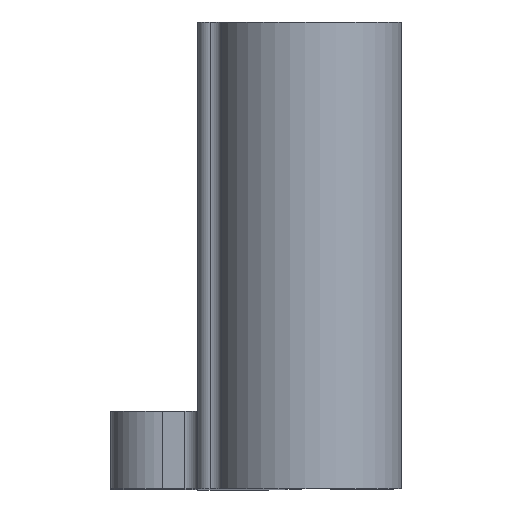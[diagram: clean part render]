
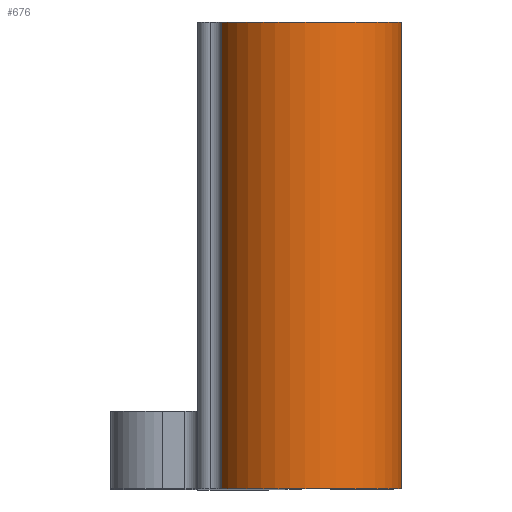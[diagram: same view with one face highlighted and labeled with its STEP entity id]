
A CAD part, top view. The second image highlights one B-rep face of the part: STEP entity #676.
In plain terms, the highlighted cylindrical face has radius 7.193 mm (diameter 14.387 mm), a partial arc.
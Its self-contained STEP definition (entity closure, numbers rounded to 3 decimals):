
#24=CYLINDRICAL_SURFACE('',#736,7.193);
#47=CIRCLE('',#737,7.193);
#48=CIRCLE('',#738,7.193);
#145=ORIENTED_EDGE('',*,*,#315,.F.);
#146=ORIENTED_EDGE('',*,*,#314,.F.);
#147=ORIENTED_EDGE('',*,*,#316,.T.);
#148=ORIENTED_EDGE('',*,*,#317,.F.);
#314=EDGE_CURVE('',#396,#395,#464,.T.);
#315=EDGE_CURVE('',#395,#397,#47,.T.);
#316=EDGE_CURVE('',#396,#398,#48,.T.);
#317=EDGE_CURVE('',#397,#398,#465,.F.);
#395=VERTEX_POINT('',#1086);
#396=VERTEX_POINT('',#1088);
#397=VERTEX_POINT('',#1092);
#398=VERTEX_POINT('',#1094);
#464=LINE('',#1089,#530);
#465=LINE('',#1095,#531);
#530=VECTOR('',#877,1000.);
#531=VECTOR('',#884,1000.);
#572=EDGE_LOOP('',(#145,#146,#147,#148));
#616=FACE_BOUND('',#572,.T.);
#676=ADVANCED_FACE('',(#616),#24,.T.);
#736=AXIS2_PLACEMENT_3D('',#1090,#878,#879);
#737=AXIS2_PLACEMENT_3D('',#1091,#880,#881);
#738=AXIS2_PLACEMENT_3D('',#1093,#882,#883);
#877=DIRECTION('',(0.,-1.,0.));
#878=DIRECTION('',(0.,-1.,0.));
#879=DIRECTION('',(0.,0.,1.));
#880=DIRECTION('',(0.,-1.,0.));
#881=DIRECTION('',(1.,0.,0.));
#882=DIRECTION('',(0.,-1.,0.));
#883=DIRECTION('',(-1.,0.,0.));
#884=DIRECTION('',(0.,-1.,0.));
#1086=CARTESIAN_POINT('',(15.681,0.,146.446));
#1088=CARTESIAN_POINT('',(15.681,36.,146.446));
#1089=CARTESIAN_POINT('',(15.681,8.,146.446));
#1090=CARTESIAN_POINT('',(8.5,8.,146.861));
#1091=CARTESIAN_POINT('',(8.5,0.,146.861));
#1092=CARTESIAN_POINT('',(1.806,0.,149.495));
#1093=CARTESIAN_POINT('',(8.5,36.,146.861));
#1094=CARTESIAN_POINT('',(1.806,36.,149.495));
#1095=CARTESIAN_POINT('',(1.806,8.,149.495));
